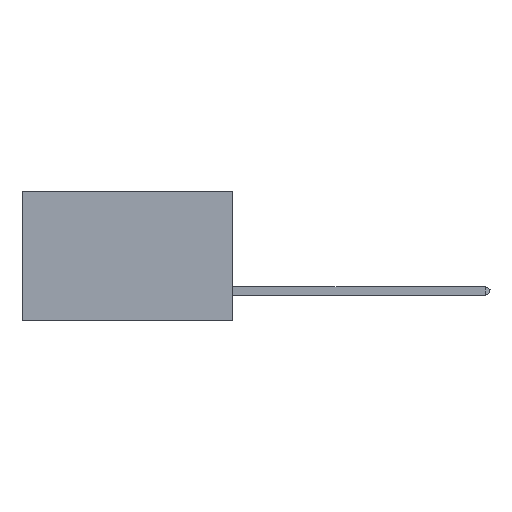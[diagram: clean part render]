
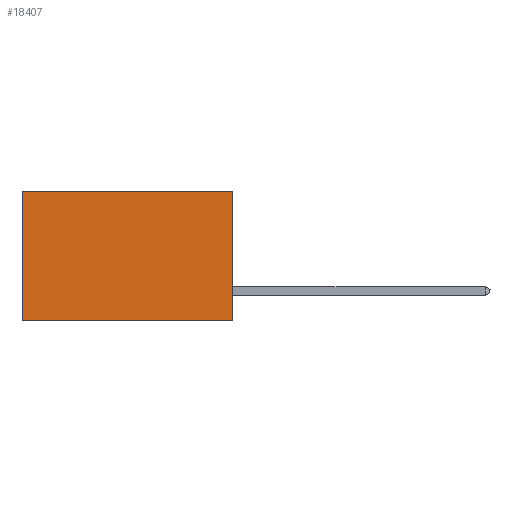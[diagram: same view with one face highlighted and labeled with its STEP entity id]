
A CAD part, left-side view. The second image highlights one B-rep face of the part: STEP entity #18407.
In plain terms, the highlighted planar face has unit normal (-1, 0, 0).
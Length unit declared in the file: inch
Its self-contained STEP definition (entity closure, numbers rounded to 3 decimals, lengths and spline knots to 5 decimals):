
#1548 = DIRECTION ( 'NONE',  ( 0., 1., 0. ) ) ;
#2253 = ORIENTED_EDGE ( 'NONE', *, *, #8203, .F. ) ;
#2495 = DIRECTION ( 'NONE',  ( 0., 0., -1. ) ) ;
#2930 = LINE ( 'NONE', #9307, #12456 ) ;
#2978 = EDGE_CURVE ( 'NONE', #17763, #11219, #6729, .T. ) ;
#4269 = AXIS2_PLACEMENT_3D ( 'NONE', #16330, #8431, #13035 ) ;
#4872 = ORIENTED_EDGE ( 'NONE', *, *, #2978, .F. ) ;
#4888 = DIRECTION ( 'NONE',  ( 0., 0., -1. ) ) ;
#6729 = LINE ( 'NONE', #12342, #12226 ) ;
#7192 = CARTESIAN_POINT ( 'NONE',  ( 0.2875, 0.6, 0. ) ) ;
#8203 = EDGE_CURVE ( 'NONE', #18763, #17763, #2930, .T. ) ;
#8333 = ORIENTED_EDGE ( 'NONE', *, *, #18998, .T. ) ;
#8388 = FACE_OUTER_BOUND ( 'NONE', #17391, .T. ) ;
#8431 = DIRECTION ( 'NONE',  ( 1., 0., 0. ) ) ;
#8573 = ORIENTED_EDGE ( 'NONE', *, *, #10780, .T. ) ;
#9129 = VECTOR ( 'NONE', #1548, 39.37008 ) ;
#9307 = CARTESIAN_POINT ( 'NONE',  ( 0.2875, 0., 0. ) ) ;
#10780 = EDGE_CURVE ( 'NONE', #18763, #13866, #19034, .T. ) ;
#11219 = VERTEX_POINT ( 'NONE', #18886 ) ;
#12014 = CARTESIAN_POINT ( 'NONE',  ( 0.2875, 0.6, 0. ) ) ;
#12226 = VECTOR ( 'NONE', #13937, 39.37008 ) ;
#12342 = CARTESIAN_POINT ( 'NONE',  ( 0.2875, 0., -0.37 ) ) ;
#12456 = VECTOR ( 'NONE', #4888, 39.37008 ) ;
#13035 = DIRECTION ( 'NONE',  ( 0., 0., -1. ) ) ;
#13866 = VERTEX_POINT ( 'NONE', #7192 ) ;
#13937 = DIRECTION ( 'NONE',  ( 0., 1., 0. ) ) ;
#14324 = VECTOR ( 'NONE', #2495, 39.37008 ) ;
#14538 = PLANE ( 'NONE',  #4269 ) ;
#16330 = CARTESIAN_POINT ( 'NONE',  ( 0.2875, 0., 0. ) ) ;
#17347 = CARTESIAN_POINT ( 'NONE',  ( 0.2875, 0., 0. ) ) ;
#17391 = EDGE_LOOP ( 'NONE', ( #8333, #4872, #2253, #8573 ) ) ;
#17763 = VERTEX_POINT ( 'NONE', #19084 ) ;
#18407 = ADVANCED_FACE ( 'NONE', ( #8388 ), #14538, .F. ) ;
#18763 = VERTEX_POINT ( 'NONE', #17347 ) ;
#18886 = CARTESIAN_POINT ( 'NONE',  ( 0.2875, 0.6, -0.37 ) ) ;
#18998 = EDGE_CURVE ( 'NONE', #13866, #11219, #19021, .T. ) ;
#19021 = LINE ( 'NONE', #12014, #14324 ) ;
#19034 = LINE ( 'NONE', #20633, #9129 ) ;
#19084 = CARTESIAN_POINT ( 'NONE',  ( 0.2875, 0., -0.37 ) ) ;
#20633 = CARTESIAN_POINT ( 'NONE',  ( 0.2875, 0., 0. ) ) ;
